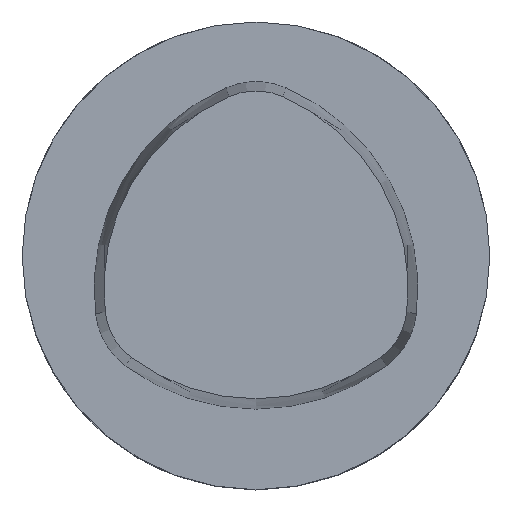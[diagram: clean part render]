
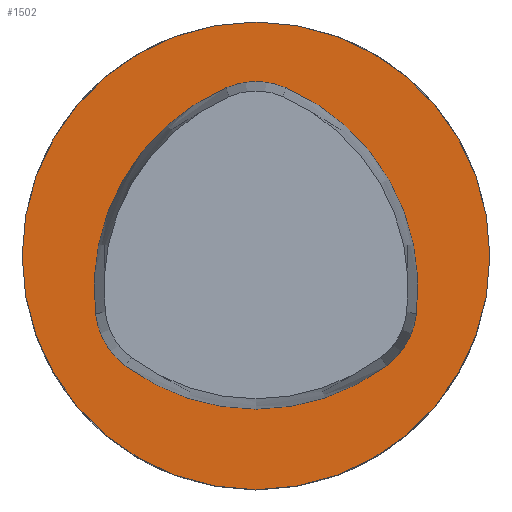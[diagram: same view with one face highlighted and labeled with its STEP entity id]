
A CAD part, top view. The second image highlights one B-rep face of the part: STEP entity #1502.
In plain terms, the highlighted planar face has unit normal (0, 0, 1).
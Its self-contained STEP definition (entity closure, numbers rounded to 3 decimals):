
#1502=ADVANCED_FACE('',(#1982),#1774,.T.);
#1774=PLANE('',#5645);
#1982=FACE_OUTER_BOUND('',#2288,.T.);
#2288=EDGE_LOOP('',(#3297));
#3297=ORIENTED_EDGE('',*,*,#5218,.F.);
#4537=VERTEX_POINT('',#8922);
#5218=EDGE_CURVE('',#4537,#4537,#5417,.T.);
#5417=CIRCLE('',#5639,25.);
#5639=AXIS2_PLACEMENT_3D('',#8921,#6608,#6609);
#5645=AXIS2_PLACEMENT_3D('',#8940,#6624,#6625);
#6608=DIRECTION('',(0.,0.,-1.));
#6609=DIRECTION('',(-1.,0.,0.));
#6624=DIRECTION('',(0.,0.,1.));
#6625=DIRECTION('',(1.,0.,0.));
#8921=CARTESIAN_POINT('',(0.,0.,0.));
#8922=CARTESIAN_POINT('',(-25.,0.,0.));
#8940=CARTESIAN_POINT('',(0.,0.,0.));
